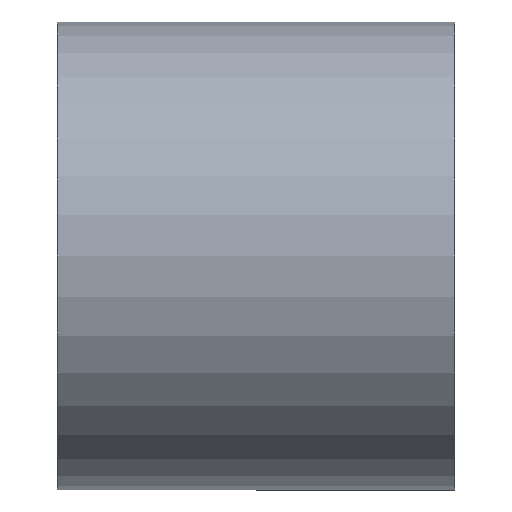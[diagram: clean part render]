
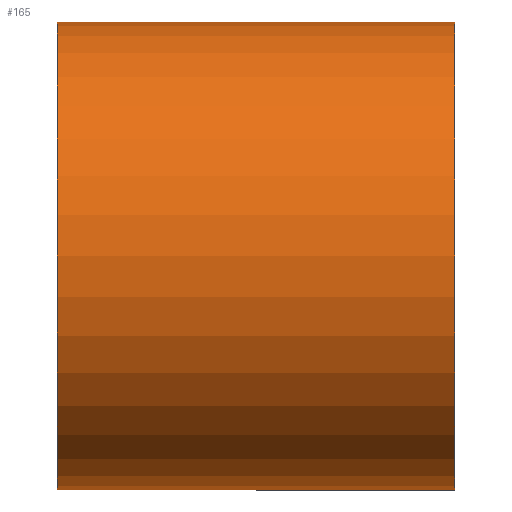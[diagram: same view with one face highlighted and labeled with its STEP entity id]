
A CAD part, front view. The second image highlights one B-rep face of the part: STEP entity #165.
In plain terms, the highlighted cylindrical face has radius 63.5 mm (diameter 127 mm), a partial arc.
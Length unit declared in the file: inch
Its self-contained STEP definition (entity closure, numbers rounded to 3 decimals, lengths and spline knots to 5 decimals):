
#24 = DIRECTION ( 'NONE',  ( 0., 0., 1. ) ) ;
#157 = EDGE_CURVE ( 'NONE', #1491, #1350, #3931, .T. ) ;
#165 = ADVANCED_FACE ( 'NONE', ( #2977 ), #1063, .T. ) ;
#357 = VERTEX_POINT ( 'NONE', #1506 ) ;
#380 = AXIS2_PLACEMENT_3D ( 'NONE', #629, #1558, #24 ) ;
#383 = DIRECTION ( 'NONE',  ( -1., 0., 0. ) ) ;
#457 = VERTEX_POINT ( 'NONE', #1941 ) ;
#599 = CIRCLE ( 'NONE', #1135, 2.5 ) ;
#629 = CARTESIAN_POINT ( 'NONE',  ( 0., 0., 0. ) ) ;
#722 = EDGE_CURVE ( 'NONE', #357, #457, #1841, .T. ) ;
#907 = ORIENTED_EDGE ( 'NONE', *, *, #1665, .F. ) ;
#1063 = CYLINDRICAL_SURFACE ( 'NONE', #4142, 2.5 ) ;
#1135 = AXIS2_PLACEMENT_3D ( 'NONE', #3426, #1513, #1158 ) ;
#1158 = DIRECTION ( 'NONE',  ( 0., 0., 1. ) ) ;
#1225 = EDGE_CURVE ( 'NONE', #357, #1491, #599, .T. ) ;
#1350 = VERTEX_POINT ( 'NONE', #3699 ) ;
#1357 = CARTESIAN_POINT ( 'NONE',  ( 0., 0., 0. ) ) ;
#1491 = VERTEX_POINT ( 'NONE', #2068 ) ;
#1506 = CARTESIAN_POINT ( 'NONE',  ( 4.25, 0., -2.5 ) ) ;
#1513 = DIRECTION ( 'NONE',  ( -1., 0., 0. ) ) ;
#1558 = DIRECTION ( 'NONE',  ( -1., 0., 0. ) ) ;
#1665 = EDGE_CURVE ( 'NONE', #457, #1350, #4054, .T. ) ;
#1808 = EDGE_LOOP ( 'NONE', ( #2420, #1819, #2240, #907 ) ) ;
#1819 = ORIENTED_EDGE ( 'NONE', *, *, #1225, .T. ) ;
#1841 = LINE ( 'NONE', #3500, #3844 ) ;
#1941 = CARTESIAN_POINT ( 'NONE',  ( 0., 0., -2.5 ) ) ;
#2068 = CARTESIAN_POINT ( 'NONE',  ( 4.25, 0., 2.5 ) ) ;
#2240 = ORIENTED_EDGE ( 'NONE', *, *, #157, .T. ) ;
#2420 = ORIENTED_EDGE ( 'NONE', *, *, #722, .F. ) ;
#2652 = DIRECTION ( 'NONE',  ( -1., 0., 0. ) ) ;
#2888 = DIRECTION ( 'NONE',  ( -1., 0., 0. ) ) ;
#2977 = FACE_OUTER_BOUND ( 'NONE', #1808, .T. ) ;
#3290 = CARTESIAN_POINT ( 'NONE',  ( 0., 0., 2.5 ) ) ;
#3426 = CARTESIAN_POINT ( 'NONE',  ( 4.25, 0., 0. ) ) ;
#3500 = CARTESIAN_POINT ( 'NONE',  ( 0., 0., -2.5 ) ) ;
#3654 = DIRECTION ( 'NONE',  ( 0., 0., 1. ) ) ;
#3699 = CARTESIAN_POINT ( 'NONE',  ( 0., 0., 2.5 ) ) ;
#3799 = VECTOR ( 'NONE', #383, 39.37008 ) ;
#3844 = VECTOR ( 'NONE', #2888, 39.37008 ) ;
#3931 = LINE ( 'NONE', #3290, #3799 ) ;
#4054 = CIRCLE ( 'NONE', #380, 2.5 ) ;
#4142 = AXIS2_PLACEMENT_3D ( 'NONE', #1357, #2652, #3654 ) ;
